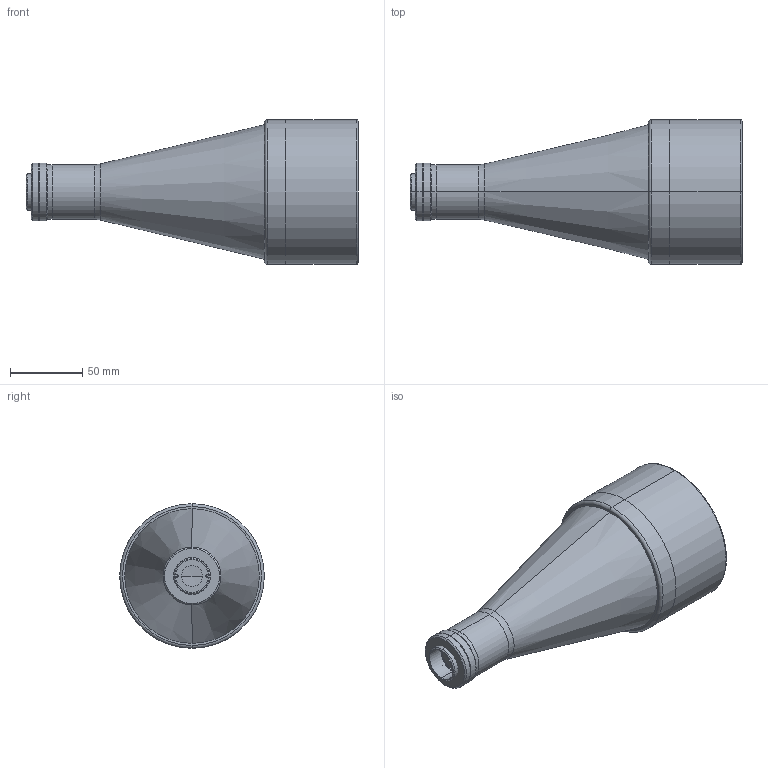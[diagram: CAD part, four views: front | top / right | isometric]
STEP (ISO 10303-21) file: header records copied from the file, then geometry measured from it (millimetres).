
FILE_DESCRIPTION (( 'STEP AP214' ), '1' );
FILE_NAME ('TC1264.STEP', '2009-12-14T15:18:10', ( 'Opto Engineering srl' ), ( 'Opto Engineering srl' ), 'SwSTEP 2.0', 'SolidWorks 2004231', '' );
FILE_SCHEMA (( 'AUTOMOTIVE_DESIGN' ));
Length unit declared in the file: millimetre
Products named in the file (1): TC1264
Bounding box: 229.44 x 100 x 100 mm (x, y, z)
Surface area: 75851.6 mm2 (no closed solid volume)
Topology: 0 solids, 11 shells, 73 faces, 204 edges, 146 vertices
Faces by surface type: cylinder 30, plane 22, cone 13, torus 6, sphere 2
Entity records: 3264 total; most frequent: DIRECTION 491, CARTESIAN_POINT 436, ORIENTED_EDGE 332, AXIS2_PLACEMENT_3D 217, EDGE_CURVE 204, VERTEX_POINT 146, CIRCLE 143, EDGE_LOOP 101
